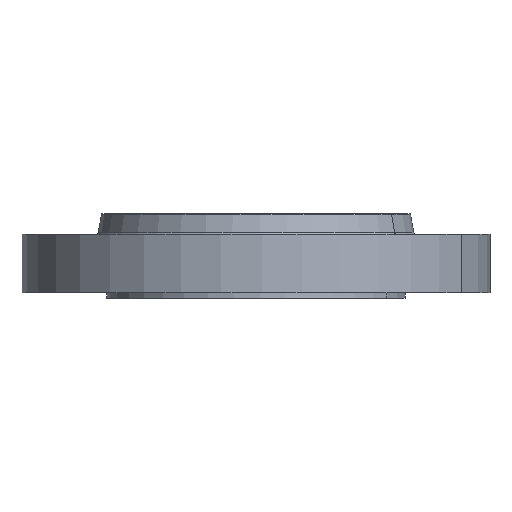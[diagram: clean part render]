
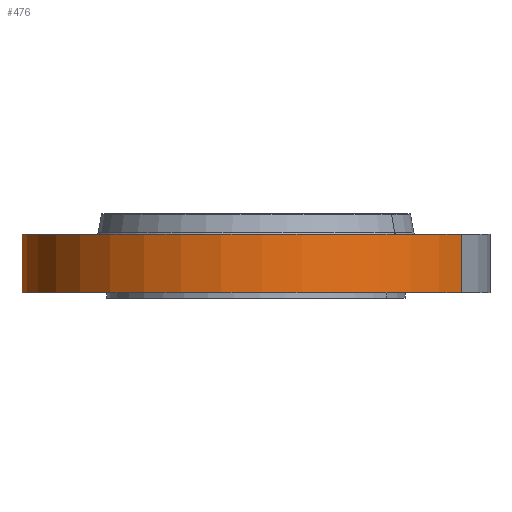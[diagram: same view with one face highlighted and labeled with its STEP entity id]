
A CAD part, left-side view. The second image highlights one B-rep face of the part: STEP entity #476.
In plain terms, the highlighted cylindrical face has radius 254 mm (diameter 508 mm), a partial arc.
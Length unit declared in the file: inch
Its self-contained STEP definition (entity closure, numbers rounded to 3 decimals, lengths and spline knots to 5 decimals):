
#440=AXIS2_PLACEMENT_3D('Cylinder Axis2P3D',#437,#438,#439) ;
#444=AXIS2_PLACEMENT_3D('Circle Axis2P3D',#442,#443,$) ;
#460=AXIS2_PLACEMENT_3D('Circle Axis2P3D',#458,#459,$) ;
#437=CARTESIAN_POINT('Axis2P3D Location',(0.,0.,1.565)) ;
#442=CARTESIAN_POINT('Axis2P3D Location',(0.,0.,0.)) ;
#446=CARTESIAN_POINT('Vertex',(-4.79426,-8.77583,0.)) ;
#448=CARTESIAN_POINT('Vertex',(4.79426,8.77583,0.)) ;
#451=CARTESIAN_POINT('Line Origine',(-4.79426,-8.77583,1.25)) ;
#455=CARTESIAN_POINT('Vertex',(-4.79426,-8.77583,2.5)) ;
#458=CARTESIAN_POINT('Axis2P3D Location',(0.,0.,2.5)) ;
#462=CARTESIAN_POINT('Vertex',(4.79426,8.77583,2.5)) ;
#465=CARTESIAN_POINT('Line Origine',(4.79426,8.77583,1.25)) ;
#438=DIRECTION('Axis2P3D Direction',(0.,0.,-0.039)) ;
#439=DIRECTION('Axis2P3D XDirection',(0.019,0.035,0.)) ;
#443=DIRECTION('Axis2P3D Direction',(0.,0.,-0.039)) ;
#452=DIRECTION('Vector Direction',(0.,0.,-0.039)) ;
#459=DIRECTION('Axis2P3D Direction',(0.,0.,-0.039)) ;
#466=DIRECTION('Vector Direction',(0.,0.,-0.039)) ;
#453=VECTOR('Line Direction',#452,0.03937) ;
#467=VECTOR('Line Direction',#466,0.03937) ;
#471=ORIENTED_EDGE('',*,*,#450,.F.) ;
#472=ORIENTED_EDGE('',*,*,#457,.T.) ;
#473=ORIENTED_EDGE('',*,*,#464,.T.) ;
#474=ORIENTED_EDGE('',*,*,#469,.F.) ;
#476=ADVANCED_FACE('PartBody',(#475),#441,.T.) ;
#445=CIRCLE('generated circle',#444,10.) ;
#461=CIRCLE('generated circle',#460,10.) ;
#441=CYLINDRICAL_SURFACE('generated cylinder',#440,10.) ;
#450=EDGE_CURVE('',#447,#449,#445,.T.) ;
#457=EDGE_CURVE('',#447,#456,#454,.F.) ;
#464=EDGE_CURVE('',#456,#463,#461,.T.) ;
#469=EDGE_CURVE('',#449,#463,#468,.F.) ;
#470=EDGE_LOOP('',(#471,#472,#473,#474)) ;
#475=FACE_OUTER_BOUND('',#470,.T.) ;
#454=LINE('Line',#451,#453) ;
#468=LINE('Line',#465,#467) ;
#447=VERTEX_POINT('',#446) ;
#449=VERTEX_POINT('',#448) ;
#456=VERTEX_POINT('',#455) ;
#463=VERTEX_POINT('',#462) ;
